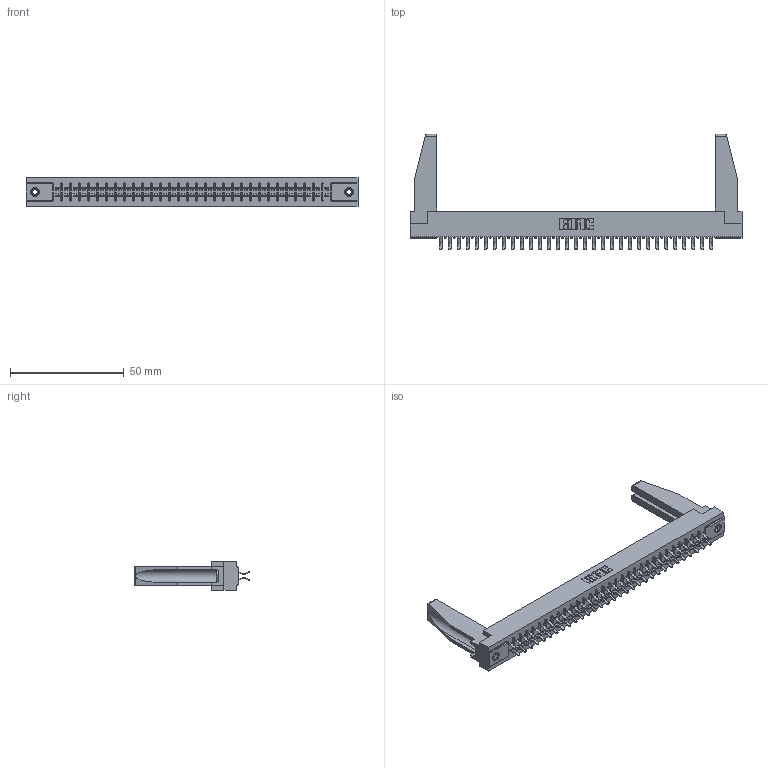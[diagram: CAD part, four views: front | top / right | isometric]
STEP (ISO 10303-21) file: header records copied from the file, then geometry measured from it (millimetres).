
FILE_DESCRIPTION (( 'STEP AP203' ), '1' );
FILE_NAME ('355-062-556-578.STEP', '2019-09-12T14:44:39', ( '' ), ( '' ), 'SwSTEP 2.0', 'SolidWorks 2016', '' );
FILE_SCHEMA (( 'CONFIG_CONTROL_DESIGN' ));
Length unit declared in the file: inch
Products named in the file (5): 305 Part_.156 Dia; 307-220-078; 345-250-001_345-250-001-102; 355-062-556-578; 305-290-001_556
Assembly tree (67 placements, depth 2):
  355-062-556-578
    305 Part_.156 Dia
    305-290-001_556  x62
    345-250-001_345-250-001-102  x2
    307-220-078  x2
Bounding box: 145.85 x 50.67 x 12.7 mm (x, y, z)
Volume: 18703.8 mm3; surface area: 22998.6 mm2
Topology: 67 solids, 67 shells, 3718 faces, 10659 edges, 6930 vertices
Faces by surface type: plane 2074, cylinder 1504, sphere 124, cone 12, torus 4
Entity records: 37565 total; most frequent: CARTESIAN_POINT 6225, ORIENTED_EDGE 6136, DIRECTION 5992, EDGE_CURVE 3068, LINE 2462, VECTOR 2462, VERTEX_POINT 1956, AXIS2_PLACEMENT_3D 1765
